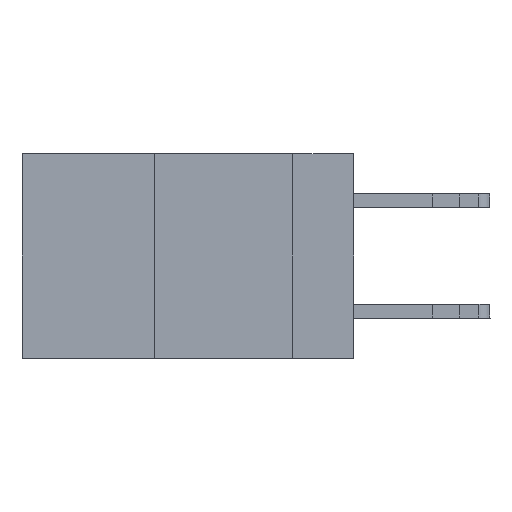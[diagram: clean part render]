
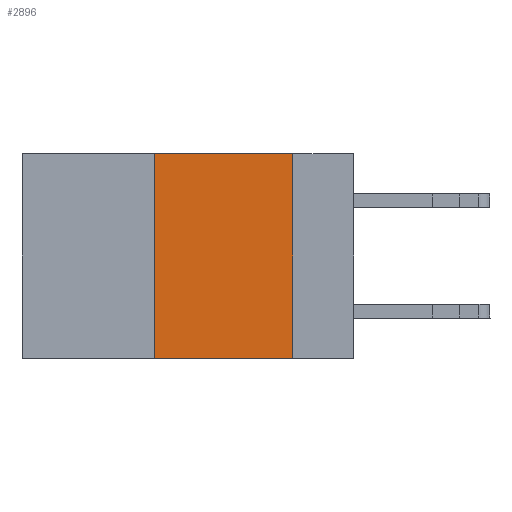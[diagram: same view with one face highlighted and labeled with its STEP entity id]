
A CAD part, left-side view. The second image highlights one B-rep face of the part: STEP entity #2896.
In plain terms, the highlighted planar face has unit normal (-1, 0, 0).
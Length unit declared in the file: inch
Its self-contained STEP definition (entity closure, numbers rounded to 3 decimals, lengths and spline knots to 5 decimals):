
#2896 = ADVANCED_FACE ( 'NONE', ( #17623 ), #22464, .F. ) ;
#3004 = CARTESIAN_POINT ( 'NONE',  ( 0., 0.6, -0.37 ) ) ;
#3019 = LINE ( 'NONE', #19839, #23197 ) ;
#4007 = ORIENTED_EDGE ( 'NONE', *, *, #28672, .F. ) ;
#6832 = CARTESIAN_POINT ( 'NONE',  ( 0., 0.36, 0. ) ) ;
#9159 = CARTESIAN_POINT ( 'NONE',  ( 0., 0.11, -0.37 ) ) ;
#10363 = CARTESIAN_POINT ( 'NONE',  ( 0., 0.36, 0. ) ) ;
#10464 = CARTESIAN_POINT ( 'NONE',  ( 0., 0.6, 0. ) ) ;
#10583 = LINE ( 'NONE', #14208, #29289 ) ;
#11638 = LINE ( 'NONE', #6832, #18838 ) ;
#12121 = EDGE_CURVE ( 'NONE', #26424, #19137, #29552, .T. ) ;
#12138 = VERTEX_POINT ( 'NONE', #10363 ) ;
#14208 = CARTESIAN_POINT ( 'NONE',  ( 0., 0.6, 0. ) ) ;
#14300 = AXIS2_PLACEMENT_3D ( 'NONE', #10464, #30084, #28579 ) ;
#15276 = ORIENTED_EDGE ( 'NONE', *, *, #12121, .T. ) ;
#17539 = DIRECTION ( 'NONE',  ( 0., -1., 0. ) ) ;
#17623 = FACE_OUTER_BOUND ( 'NONE', #23128, .T. ) ;
#17907 = ORIENTED_EDGE ( 'NONE', *, *, #22305, .F. ) ;
#18432 = DIRECTION ( 'NONE',  ( 0., -1., 0. ) ) ;
#18838 = VECTOR ( 'NONE', #28769, 39.37008 ) ;
#19137 = VERTEX_POINT ( 'NONE', #9159 ) ;
#19839 = CARTESIAN_POINT ( 'NONE',  ( 0., 0.11, 0. ) ) ;
#22305 = EDGE_CURVE ( 'NONE', #22658, #19137, #3019, .T. ) ;
#22464 = PLANE ( 'NONE',  #14300 ) ;
#22658 = VERTEX_POINT ( 'NONE', #28081 ) ;
#22823 = ORIENTED_EDGE ( 'NONE', *, *, #29906, .F. ) ;
#23128 = EDGE_LOOP ( 'NONE', ( #17907, #4007, #22823, #15276 ) ) ;
#23197 = VECTOR ( 'NONE', #29710, 39.37008 ) ;
#23609 = CARTESIAN_POINT ( 'NONE',  ( 0., 0.36, -0.37 ) ) ;
#25696 = VECTOR ( 'NONE', #17539, 39.37008 ) ;
#26424 = VERTEX_POINT ( 'NONE', #23609 ) ;
#28081 = CARTESIAN_POINT ( 'NONE',  ( 0., 0.11, 0. ) ) ;
#28579 = DIRECTION ( 'NONE',  ( 0., 0., -1. ) ) ;
#28672 = EDGE_CURVE ( 'NONE', #12138, #22658, #10583, .T. ) ;
#28769 = DIRECTION ( 'NONE',  ( 0., 0., 1. ) ) ;
#29289 = VECTOR ( 'NONE', #18432, 39.37008 ) ;
#29552 = LINE ( 'NONE', #3004, #25696 ) ;
#29710 = DIRECTION ( 'NONE',  ( 0., 0., -1. ) ) ;
#29906 = EDGE_CURVE ( 'NONE', #26424, #12138, #11638, .T. ) ;
#30084 = DIRECTION ( 'NONE',  ( 1., 0., 0. ) ) ;
